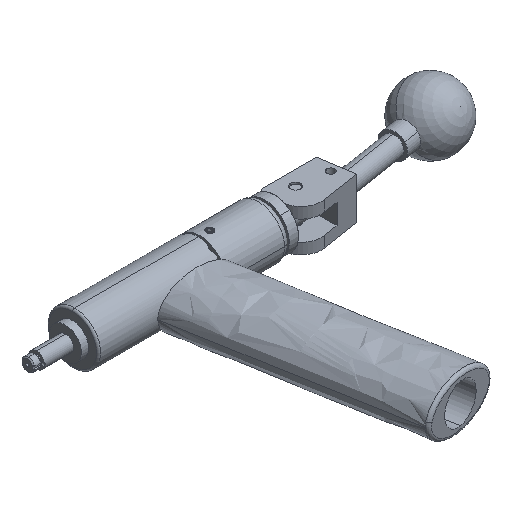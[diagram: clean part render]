
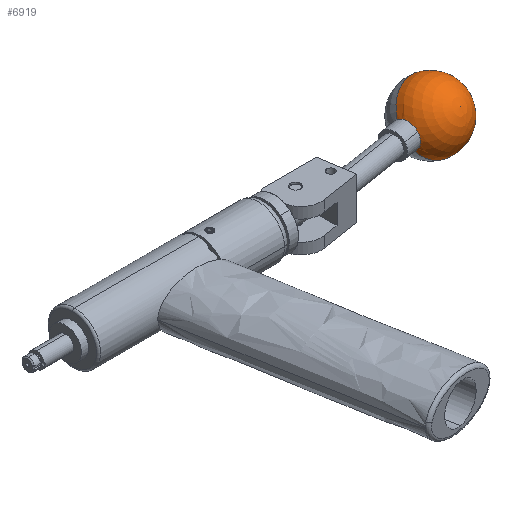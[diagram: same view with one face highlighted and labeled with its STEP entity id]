
A CAD part, isometric view. The second image highlights one B-rep face of the part: STEP entity #6919.
In plain terms, the highlighted spherical face has radius 15.875 mm.
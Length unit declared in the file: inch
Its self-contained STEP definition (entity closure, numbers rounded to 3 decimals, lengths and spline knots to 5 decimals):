
#1203 = DIRECTION ( 'NONE',  ( 0., 0.59, 0.808 ) ) ;
#1417 = FACE_OUTER_BOUND ( 'NONE', #2958, .T. ) ;
#1473 = ORIENTED_EDGE ( 'NONE', *, *, #2145, .F. ) ;
#1550 = ORIENTED_EDGE ( 'NONE', *, *, #4865, .T. ) ;
#1623 = DIRECTION ( 'NONE',  ( 0.988, 0.156, 0. ) ) ;
#2145 = EDGE_CURVE ( 'NONE', #3193, #11874, #7035, .T. ) ;
#2958 = EDGE_LOOP ( 'NONE', ( #1473, #3802, #6679, #1550 ) ) ;
#3193 = VERTEX_POINT ( 'NONE', #12374 ) ;
#3307 = CIRCLE ( 'NONE', #6343, 0.25 ) ;
#3802 = ORIENTED_EDGE ( 'NONE', *, *, #3811, .T. ) ;
#3811 = EDGE_CURVE ( 'NONE', #3193, #7340, #6866, .T. ) ;
#4327 = CARTESIAN_POINT ( 'NONE',  ( 7.16742, 0.28004, 0. ) ) ;
#4368 = DIRECTION ( 'NONE',  ( 0.127, -0.801, 0.585 ) ) ;
#4809 = AXIS2_PLACEMENT_3D ( 'NONE', #9374, #1623, #6348 ) ;
#4865 = EDGE_CURVE ( 'NONE', #12914, #11874, #3307, .T. ) ;
#4888 = CARTESIAN_POINT ( 'NONE',  ( 6.62453, 0.04597, -0.20274 ) ) ;
#5244 = CARTESIAN_POINT ( 'NONE',  ( 6.63337, -0.00981, 0.14627 ) ) ;
#5456 = CARTESIAN_POINT ( 'NONE',  ( 6.60165, 0.19044, 0. ) ) ;
#6343 = AXIS2_PLACEMENT_3D ( 'NONE', #5456, #14398, #4368 ) ;
#6348 = DIRECTION ( 'NONE',  ( 0.127, -0.801, 0.585 ) ) ;
#6679 = ORIENTED_EDGE ( 'NONE', *, *, #9468, .T. ) ;
#6866 = CIRCLE ( 'NONE', #12246, 0.625 ) ;
#6919 = ADVANCED_FACE ( 'NONE', ( #1417 ), #13005, .T. ) ;
#7035 = CIRCLE ( 'NONE', #8886, 0.625 ) ;
#7340 = VERTEX_POINT ( 'NONE', #9120 ) ;
#7570 = CIRCLE ( 'NONE', #4809, 0.25 ) ;
#8250 = DIRECTION ( 'NONE',  ( 0.127, -0.801, 0.585 ) ) ;
#8886 = AXIS2_PLACEMENT_3D ( 'NONE', #4327, #11047, #1203 ) ;
#9120 = CARTESIAN_POINT ( 'NONE',  ( 6.57877, 0.3349, 0.20274 ) ) ;
#9374 = CARTESIAN_POINT ( 'NONE',  ( 6.60165, 0.19044, 0. ) ) ;
#9468 = EDGE_CURVE ( 'NONE', #7340, #12914, #7570, .T. ) ;
#11047 = DIRECTION ( 'NONE',  ( -0.127, 0.801, -0.585 ) ) ;
#11513 = DIRECTION ( 'NONE',  ( 0., -0.59, -0.808 ) ) ;
#11767 = DIRECTION ( 'NONE',  ( 0.127, -0.801, 0.585 ) ) ;
#11839 = CARTESIAN_POINT ( 'NONE',  ( 7.16742, 0.28004, 0. ) ) ;
#11874 = VERTEX_POINT ( 'NONE', #4888 ) ;
#12246 = AXIS2_PLACEMENT_3D ( 'NONE', #13726, #8250, #11513 ) ;
#12374 = CARTESIAN_POINT ( 'NONE',  ( 7.78472, 0.37782, 0. ) ) ;
#12914 = VERTEX_POINT ( 'NONE', #5244 ) ;
#13005 = SPHERICAL_SURFACE ( 'NONE', #14493, 0.625 ) ;
#13077 = DIRECTION ( 'NONE',  ( 0.092, -0.578, -0.811 ) ) ;
#13726 = CARTESIAN_POINT ( 'NONE',  ( 7.16742, 0.28004, 0. ) ) ;
#14398 = DIRECTION ( 'NONE',  ( 0.988, 0.156, 0. ) ) ;
#14493 = AXIS2_PLACEMENT_3D ( 'NONE', #11839, #11767, #13077 ) ;
